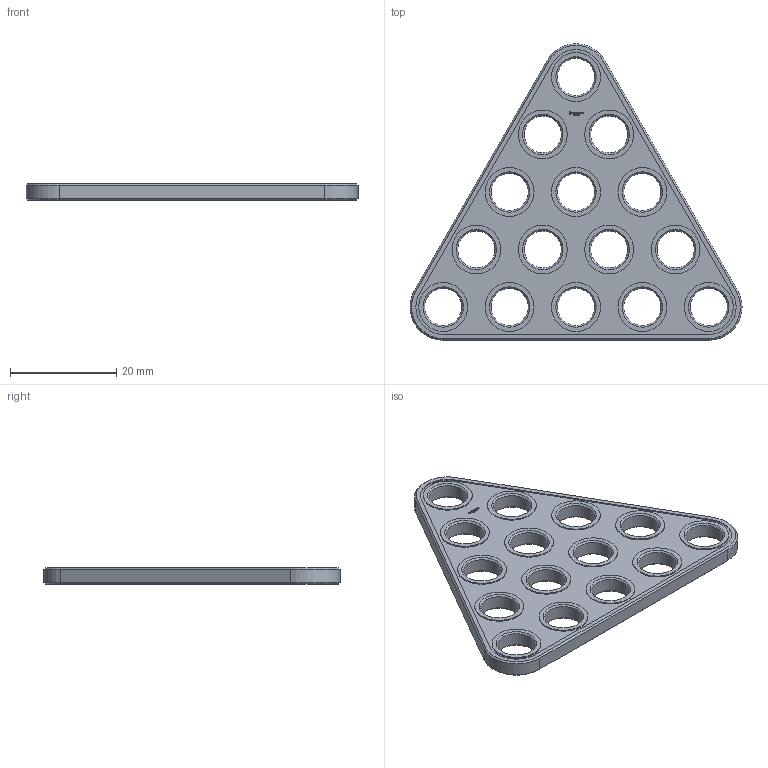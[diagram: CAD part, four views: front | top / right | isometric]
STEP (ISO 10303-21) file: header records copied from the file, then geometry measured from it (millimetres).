
FILE_DESCRIPTION(('FreeCAD Model'),'2;1');
FILE_NAME('Open CASCADE Shape Model','2024-01-31T12:54:53',(''),(''), 'Open CASCADE STEP processor 7.6','FreeCAD','Unknown');
FILE_SCHEMA(('AUTOMOTIVE_DESIGN { 1 0 10303 214 1 1 1 1 }'));
Length unit declared in the file: millimetre
Products named in the file (1): Plate TRI CRNR BU05x00.25 - SPN-PLT-0016 (stemfie.org)
Bounding box: 62.5 x 55.8 x 3.12 mm (x, y, z)
Volume: 4656.4 mm3; surface area: 4698.2 mm2
Topology: 1 solids, 1 shells, 554 faces, 1470 edges, 966 vertices
Faces by surface type: plane 332, extrusion 150, cylinder 36, cone 36
Full cylindrical faces by diameter (mm): 7 x15, 9.2 x15
Entity records: 37438 total; most frequent: CARTESIAN_POINT 8901, DIRECTION 4698, VECTOR 3630, LINE 3480, ORIENTED_EDGE 2940, PCURVE 2940, DEFINITIONAL_REPRESENTATION 2940, EDGE_CURVE 1470
